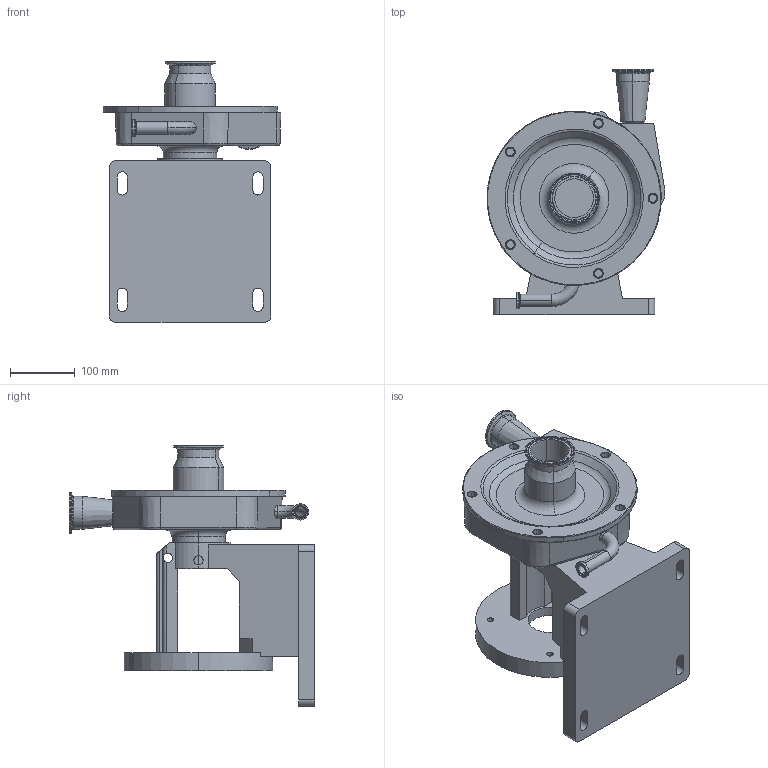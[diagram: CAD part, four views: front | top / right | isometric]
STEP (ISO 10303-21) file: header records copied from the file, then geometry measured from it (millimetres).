
FILE_DESCRIPTION (( 'STEP AP214' ), '1' );
FILE_NAME ('FP 1741-1742-1732 180-210TC VERT 3-4 In ELBOW LEFT DRAIN.STEP', '2023-02-13T21:02:07', ( '' ), ( '' ), 'SwSTEP 2.0', 'SolidWorks 2021', '' );
FILE_SCHEMA (( 'AUTOMOTIVE_DESIGN' ));
Length unit declared in the file: millimetre
Products named in the file (1): FP 1741-1742-1732 180-210TC VERT 3-4 In ELBOW LEFT DRAIN
Bounding box: 275.17 x 380 x 403.5 mm (x, y, z)
Volume: 7376253.1 mm3; surface area: 701113.5 mm2
Topology: 1 solids, 1 shells, 354 faces, 879 edges, 541 vertices
Faces by surface type: cylinder 134, plane 96, cone 63, torus 59, sphere 1, bspline 1
Entity records: 11367 total; most frequent: CARTESIAN_POINT 2576, DIRECTION 2007, ORIENTED_EDGE 1758, EDGE_CURVE 879, AXIS2_PLACEMENT_3D 817, VERTEX_POINT 541, CIRCLE 463, EDGE_LOOP 400
